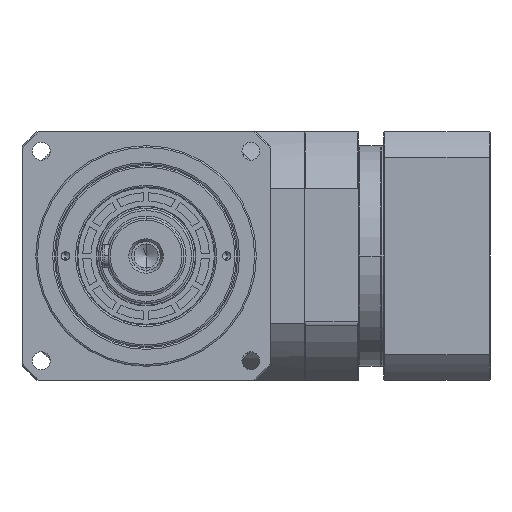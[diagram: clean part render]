
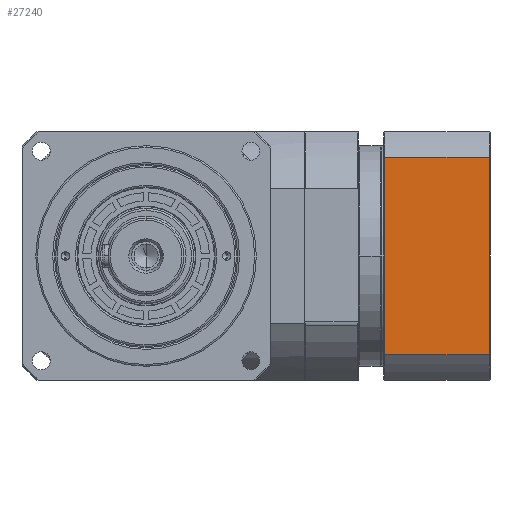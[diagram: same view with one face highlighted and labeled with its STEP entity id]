
A CAD part, left-side view. The second image highlights one B-rep face of the part: STEP entity #27240.
In plain terms, the highlighted face is planar.
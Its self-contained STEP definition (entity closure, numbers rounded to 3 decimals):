
#661 = EDGE_LOOP ( 'NONE', ( #860, #7919, #25396, #4888 ) ) ;
#860 = ORIENTED_EDGE ( 'NONE', *, *, #15286, .F. ) ;
#1292 = EDGE_CURVE ( 'NONE', #9563, #26739, #21345, .T. ) ;
#1956 = LINE ( 'NONE', #14548, #8087 ) ;
#2676 = CARTESIAN_POINT ( 'NONE',  ( -71.589, 90., 76.5 ) ) ;
#3227 = VECTOR ( 'NONE', #3748, 1000. ) ;
#3747 = EDGE_CURVE ( 'NONE', #26739, #10145, #6918, .T. ) ;
#3748 = DIRECTION ( 'NONE',  ( 1., 0., 0. ) ) ;
#4888 = ORIENTED_EDGE ( 'NONE', *, *, #20835, .T. ) ;
#6256 = DIRECTION ( 'NONE',  ( -1., 0., 0. ) ) ;
#6485 = CARTESIAN_POINT ( 'NONE',  ( -71.589, 90., 77. ) ) ;
#6836 = CARTESIAN_POINT ( 'NONE',  ( -71.589, 90., 0.5 ) ) ;
#6918 = LINE ( 'NONE', #13222, #21173 ) ;
#6968 = CARTESIAN_POINT ( 'NONE',  ( -71.589, 90., 77. ) ) ;
#7249 = PLANE ( 'NONE',  #12683 ) ;
#7919 = ORIENTED_EDGE ( 'NONE', *, *, #1292, .T. ) ;
#8087 = VECTOR ( 'NONE', #6256, 1000. ) ;
#8206 = DIRECTION ( 'NONE',  ( 0., 0., -1. ) ) ;
#9399 = DIRECTION ( 'NONE',  ( 0., -1., 0. ) ) ;
#9563 = VERTEX_POINT ( 'NONE', #2676 ) ;
#10145 = VERTEX_POINT ( 'NONE', #16527 ) ;
#11274 = FACE_OUTER_BOUND ( 'NONE', #661, .T. ) ;
#12593 = VECTOR ( 'NONE', #8206, 1000. ) ;
#12638 = CARTESIAN_POINT ( 'NONE',  ( 71.589, 90., 76.5 ) ) ;
#12683 = AXIS2_PLACEMENT_3D ( 'NONE', #6968, #9399, #15699 ) ;
#12921 = LINE ( 'NONE', #6485, #12593 ) ;
#13222 = CARTESIAN_POINT ( 'NONE',  ( 71.589, 90., 77. ) ) ;
#14548 = CARTESIAN_POINT ( 'NONE',  ( -71.589, 90., 0.5 ) ) ;
#14575 = VERTEX_POINT ( 'NONE', #6836 ) ;
#15286 = EDGE_CURVE ( 'NONE', #9563, #14575, #12921, .T. ) ;
#15699 = DIRECTION ( 'NONE',  ( 0., 0., -1. ) ) ;
#16527 = CARTESIAN_POINT ( 'NONE',  ( 71.589, 90., 0.5 ) ) ;
#18778 = CARTESIAN_POINT ( 'NONE',  ( 70.783, 90., 76.5 ) ) ;
#20835 = EDGE_CURVE ( 'NONE', #10145, #14575, #1956, .T. ) ;
#21173 = VECTOR ( 'NONE', #26212, 1000. ) ;
#21345 = LINE ( 'NONE', #18778, #3227 ) ;
#25396 = ORIENTED_EDGE ( 'NONE', *, *, #3747, .T. ) ;
#26212 = DIRECTION ( 'NONE',  ( 0., 0., -1. ) ) ;
#26739 = VERTEX_POINT ( 'NONE', #12638 ) ;
#27240 = ADVANCED_FACE ( 'NONE', ( #11274 ), #7249, .F. ) ;
